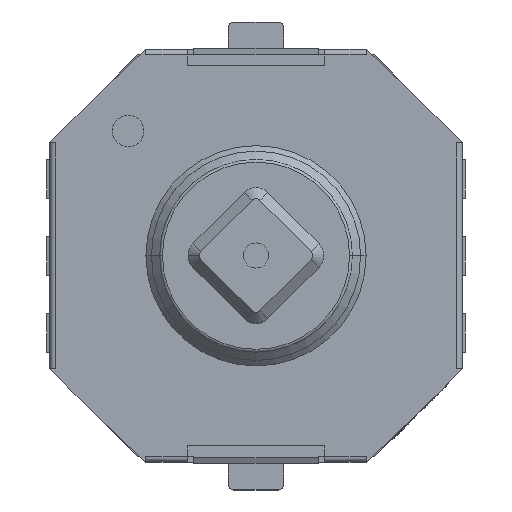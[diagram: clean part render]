
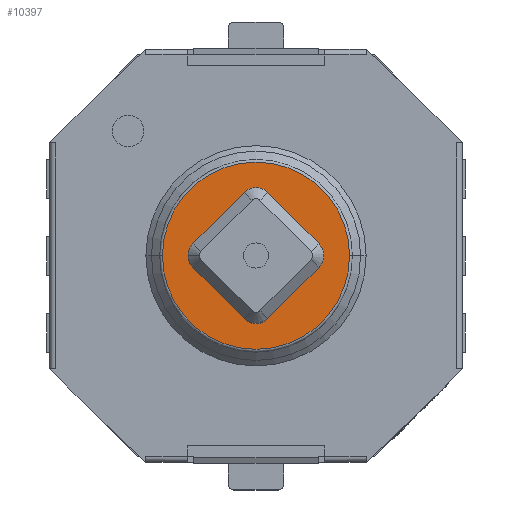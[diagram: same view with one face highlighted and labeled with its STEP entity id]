
A CAD part, top view. The second image highlights one B-rep face of the part: STEP entity #10397.
In plain terms, the highlighted planar face has unit normal (0, 0, 1).
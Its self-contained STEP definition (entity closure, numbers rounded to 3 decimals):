
#15 = AXIS2_PLACEMENT_3D ( 'NONE', #4698, #17668, #3118 ) ;
#45 = DIRECTION ( 'NONE',  ( 1., 0., 0. ) ) ;
#480 = CARTESIAN_POINT ( 'NONE',  ( 0.933, 0., 3. ) ) ;
#495 = CIRCLE ( 'NONE', #6553, 0.3 ) ;
#884 = DIRECTION ( 'NONE',  ( 0.707, -0.707, 0. ) ) ;
#1023 = CIRCLE ( 'NONE', #15, 0.3 ) ;
#1339 = DIRECTION ( 'NONE',  ( -0.707, 0.707, 0. ) ) ;
#1413 = VECTOR ( 'NONE', #884, 1000. ) ;
#1557 = VERTEX_POINT ( 'NONE', #9668 ) ;
#1708 = EDGE_CURVE ( 'NONE', #3491, #7968, #3374, .T. ) ;
#1779 = CARTESIAN_POINT ( 'NONE',  ( 1.146, 0.212, 3. ) ) ;
#1976 = CARTESIAN_POINT ( 'NONE',  ( 0., 0., 3. ) ) ;
#2100 = DIRECTION ( 'NONE',  ( 0., 0., 1. ) ) ;
#2323 = CIRCLE ( 'NONE', #14194, 0.3 ) ;
#2415 = CARTESIAN_POINT ( 'NONE',  ( 0.212, 1.146, 3. ) ) ;
#2526 = ORIENTED_EDGE ( 'NONE', *, *, #5362, .F. ) ;
#2906 = CARTESIAN_POINT ( 'NONE',  ( 0.212, -1.146, 3. ) ) ;
#3118 = DIRECTION ( 'NONE',  ( -1., 0., 0. ) ) ;
#3237 = EDGE_CURVE ( 'NONE', #10469, #4931, #495, .T. ) ;
#3374 = CIRCLE ( 'NONE', #7758, 1.7 ) ;
#3391 = VERTEX_POINT ( 'NONE', #10377 ) ;
#3491 = VERTEX_POINT ( 'NONE', #17613 ) ;
#3792 = CIRCLE ( 'NONE', #13647, 1.7 ) ;
#3821 = AXIS2_PLACEMENT_3D ( 'NONE', #480, #19461, #10040 ) ;
#3948 = ORIENTED_EDGE ( 'NONE', *, *, #6482, .F. ) ;
#3956 = CARTESIAN_POINT ( 'NONE',  ( 0., 0.933, 3. ) ) ;
#4335 = VECTOR ( 'NONE', #16623, 1000. ) ;
#4698 = CARTESIAN_POINT ( 'NONE',  ( -0.933, 0., 3. ) ) ;
#4779 = DIRECTION ( 'NONE',  ( 1., 0., 0. ) ) ;
#4931 = VERTEX_POINT ( 'NONE', #16786 ) ;
#5362 = EDGE_CURVE ( 'NONE', #3391, #1557, #2323, .T. ) ;
#5727 = CARTESIAN_POINT ( 'NONE',  ( -1.146, -0.212, 3. ) ) ;
#6227 = CARTESIAN_POINT ( 'NONE',  ( -0.212, -1.146, 3. ) ) ;
#6482 = EDGE_CURVE ( 'NONE', #4931, #3391, #7251, .T. ) ;
#6553 = AXIS2_PLACEMENT_3D ( 'NONE', #3956, #20213, #17018 ) ;
#6747 = PLANE ( 'NONE',  #18137 ) ;
#6832 = DIRECTION ( 'NONE',  ( 1., 0., 0. ) ) ;
#6836 = VERTEX_POINT ( 'NONE', #16603 ) ;
#7251 = LINE ( 'NONE', #8604, #4335 ) ;
#7559 = CARTESIAN_POINT ( 'NONE',  ( 0.212, -1.146, 3. ) ) ;
#7562 = ORIENTED_EDGE ( 'NONE', *, *, #8060, .F. ) ;
#7743 = ORIENTED_EDGE ( 'NONE', *, *, #14583, .F. ) ;
#7754 = CARTESIAN_POINT ( 'NONE',  ( 0.212, 1.146, 3. ) ) ;
#7758 = AXIS2_PLACEMENT_3D ( 'NONE', #1976, #8404, #6832 ) ;
#7968 = VERTEX_POINT ( 'NONE', #20260 ) ;
#8032 = DIRECTION ( 'NONE',  ( 0., 0., 1. ) ) ;
#8060 = EDGE_CURVE ( 'NONE', #6836, #15430, #12968, .T. ) ;
#8330 = FACE_BOUND ( 'NONE', #9335, .T. ) ;
#8404 = DIRECTION ( 'NONE',  ( 0., 0., 1. ) ) ;
#8604 = CARTESIAN_POINT ( 'NONE',  ( -1.146, 0.212, 3. ) ) ;
#8980 = ORIENTED_EDGE ( 'NONE', *, *, #13777, .F. ) ;
#9335 = EDGE_LOOP ( 'NONE', ( #19957, #20398, #13959, #7743, #2526, #3948, #20737, #8980, #7562 ) ) ;
#9668 = CARTESIAN_POINT ( 'NONE',  ( -1.233, 0., 3. ) ) ;
#10040 = DIRECTION ( 'NONE',  ( -1., 0., 0. ) ) ;
#10095 = EDGE_CURVE ( 'NONE', #15385, #19838, #16449, .T. ) ;
#10377 = CARTESIAN_POINT ( 'NONE',  ( -1.146, 0.212, 3. ) ) ;
#10397 = ADVANCED_FACE ( 'NONE', ( #11631, #8330 ), #6747, .T. ) ;
#10469 = VERTEX_POINT ( 'NONE', #2415 ) ;
#10544 = CARTESIAN_POINT ( 'NONE',  ( 0., 0., 3. ) ) ;
#11291 = VECTOR ( 'NONE', #12772, 1000. ) ;
#11631 = FACE_OUTER_BOUND ( 'NONE', #18138, .T. ) ;
#12104 = VERTEX_POINT ( 'NONE', #18940 ) ;
#12294 = VECTOR ( 'NONE', #1339, 1000. ) ;
#12682 = AXIS2_PLACEMENT_3D ( 'NONE', #16175, #8032, #45 ) ;
#12772 = DIRECTION ( 'NONE',  ( 0.707, 0.707, 0. ) ) ;
#12968 = CIRCLE ( 'NONE', #3821, 0.3 ) ;
#13647 = AXIS2_PLACEMENT_3D ( 'NONE', #19557, #20923, #4779 ) ;
#13656 = EDGE_CURVE ( 'NONE', #19838, #6836, #17251, .T. ) ;
#13777 = EDGE_CURVE ( 'NONE', #15430, #10469, #15880, .T. ) ;
#13959 = ORIENTED_EDGE ( 'NONE', *, *, #15764, .F. ) ;
#14194 = AXIS2_PLACEMENT_3D ( 'NONE', #16641, #2100, #18336 ) ;
#14583 = EDGE_CURVE ( 'NONE', #1557, #12104, #1023, .T. ) ;
#15385 = VERTEX_POINT ( 'NONE', #6227 ) ;
#15430 = VERTEX_POINT ( 'NONE', #1779 ) ;
#15523 = LINE ( 'NONE', #5727, #1413 ) ;
#15764 = EDGE_CURVE ( 'NONE', #12104, #15385, #15523, .T. ) ;
#15880 = LINE ( 'NONE', #7754, #12294 ) ;
#16175 = CARTESIAN_POINT ( 'NONE',  ( 0., -0.933, 3. ) ) ;
#16449 = CIRCLE ( 'NONE', #12682, 0.3 ) ;
#16603 = CARTESIAN_POINT ( 'NONE',  ( 1.146, -0.212, 3. ) ) ;
#16623 = DIRECTION ( 'NONE',  ( -0.707, -0.707, 0. ) ) ;
#16641 = CARTESIAN_POINT ( 'NONE',  ( -0.933, 0., 3. ) ) ;
#16786 = CARTESIAN_POINT ( 'NONE',  ( -0.212, 1.146, 3. ) ) ;
#17018 = DIRECTION ( 'NONE',  ( -1., 0., 0. ) ) ;
#17050 = ORIENTED_EDGE ( 'NONE', *, *, #1708, .T. ) ;
#17251 = LINE ( 'NONE', #7559, #11291 ) ;
#17613 = CARTESIAN_POINT ( 'NONE',  ( 1.7, 0., 3. ) ) ;
#17668 = DIRECTION ( 'NONE',  ( 0., 0., 1. ) ) ;
#18137 = AXIS2_PLACEMENT_3D ( 'NONE', #10544, #18350, #20040 ) ;
#18138 = EDGE_LOOP ( 'NONE', ( #17050, #20059 ) ) ;
#18336 = DIRECTION ( 'NONE',  ( -1., 0., 0. ) ) ;
#18350 = DIRECTION ( 'NONE',  ( 0., 0., 1. ) ) ;
#18940 = CARTESIAN_POINT ( 'NONE',  ( -1.146, -0.212, 3. ) ) ;
#19141 = EDGE_CURVE ( 'NONE', #7968, #3491, #3792, .T. ) ;
#19461 = DIRECTION ( 'NONE',  ( 0., 0., 1. ) ) ;
#19557 = CARTESIAN_POINT ( 'NONE',  ( 0., 0., 3. ) ) ;
#19838 = VERTEX_POINT ( 'NONE', #2906 ) ;
#19957 = ORIENTED_EDGE ( 'NONE', *, *, #13656, .F. ) ;
#20040 = DIRECTION ( 'NONE',  ( 1., 0., 0. ) ) ;
#20059 = ORIENTED_EDGE ( 'NONE', *, *, #19141, .T. ) ;
#20213 = DIRECTION ( 'NONE',  ( 0., 0., 1. ) ) ;
#20260 = CARTESIAN_POINT ( 'NONE',  ( -1.7, 0., 3. ) ) ;
#20398 = ORIENTED_EDGE ( 'NONE', *, *, #10095, .F. ) ;
#20737 = ORIENTED_EDGE ( 'NONE', *, *, #3237, .F. ) ;
#20923 = DIRECTION ( 'NONE',  ( 0., 0., 1. ) ) ;
